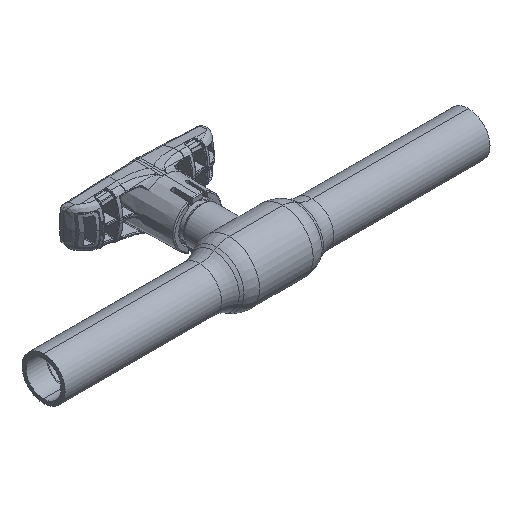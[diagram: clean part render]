
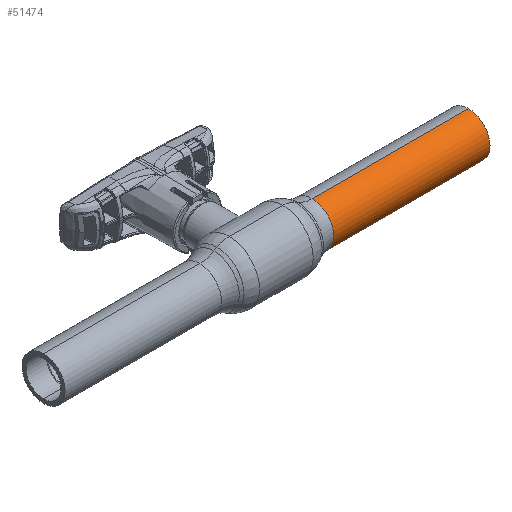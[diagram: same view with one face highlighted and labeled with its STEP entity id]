
A CAD part, isometric view. The second image highlights one B-rep face of the part: STEP entity #51474.
In plain terms, the highlighted cylindrical face has radius 10.65 mm (diameter 21.3 mm), a partial arc.
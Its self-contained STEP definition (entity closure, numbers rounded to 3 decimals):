
#1479 = DIRECTION ( 'NONE',  ( -1., 0., 0. ) ) ;
#1737 = CARTESIAN_POINT ( 'NONE',  ( 105., 0., 10.65 ) ) ;
#4412 = EDGE_CURVE ( 'NONE', #10587, #49751, #39891, .T. ) ;
#5804 = CARTESIAN_POINT ( 'NONE',  ( 27.786, 0., 0. ) ) ;
#6722 = VECTOR ( 'NONE', #12678, 1000. ) ;
#7417 = VERTEX_POINT ( 'NONE', #1737 ) ;
#8405 = DIRECTION ( 'NONE',  ( 0., 0., -1. ) ) ;
#9094 = EDGE_LOOP ( 'NONE', ( #31330, #24770, #45934, #33310 ) ) ;
#9381 = DIRECTION ( 'NONE',  ( 0., 0., 1. ) ) ;
#10587 = VERTEX_POINT ( 'NONE', #34730 ) ;
#12211 = CYLINDRICAL_SURFACE ( 'NONE', #41191, 10.65 ) ;
#12476 = FACE_OUTER_BOUND ( 'NONE', #9094, .T. ) ;
#12496 = EDGE_CURVE ( 'NONE', #7417, #41071, #33452, .T. ) ;
#12678 = DIRECTION ( 'NONE',  ( -1., 0., 0. ) ) ;
#19235 = CIRCLE ( 'NONE', #49879, 10.65 ) ;
#19973 = VECTOR ( 'NONE', #1479, 1000. ) ;
#21483 = DIRECTION ( 'NONE',  ( -1., 0., 0. ) ) ;
#24469 = CARTESIAN_POINT ( 'NONE',  ( -62.69, 0., 10.65 ) ) ;
#24770 = ORIENTED_EDGE ( 'NONE', *, *, #25388, .F. ) ;
#25388 = EDGE_CURVE ( 'NONE', #7417, #10587, #19235, .T. ) ;
#29427 = DIRECTION ( 'NONE',  ( 0., 0., 1. ) ) ;
#31330 = ORIENTED_EDGE ( 'NONE', *, *, #4412, .F. ) ;
#32742 = AXIS2_PLACEMENT_3D ( 'NONE', #5804, #46636, #9381 ) ;
#33310 = ORIENTED_EDGE ( 'NONE', *, *, #34667, .F. ) ;
#33452 = LINE ( 'NONE', #24469, #6722 ) ;
#33867 = DIRECTION ( 'NONE',  ( 1., 0., 0. ) ) ;
#34667 = EDGE_CURVE ( 'NONE', #49751, #41071, #53799, .T. ) ;
#34730 = CARTESIAN_POINT ( 'NONE',  ( 105., 0., -10.65 ) ) ;
#38583 = CARTESIAN_POINT ( 'NONE',  ( 105., 0., 0. ) ) ;
#39891 = LINE ( 'NONE', #43179, #19973 ) ;
#41071 = VERTEX_POINT ( 'NONE', #43555 ) ;
#41191 = AXIS2_PLACEMENT_3D ( 'NONE', #54125, #21483, #29427 ) ;
#43179 = CARTESIAN_POINT ( 'NONE',  ( -62.69, 0., -10.65 ) ) ;
#43555 = CARTESIAN_POINT ( 'NONE',  ( 27.786, 0., 10.65 ) ) ;
#45934 = ORIENTED_EDGE ( 'NONE', *, *, #12496, .T. ) ;
#46636 = DIRECTION ( 'NONE',  ( -1., 0., 0. ) ) ;
#49751 = VERTEX_POINT ( 'NONE', #51509 ) ;
#49879 = AXIS2_PLACEMENT_3D ( 'NONE', #38583, #33867, #8405 ) ;
#51474 = ADVANCED_FACE ( 'NONE', ( #12476 ), #12211, .T. ) ;
#51509 = CARTESIAN_POINT ( 'NONE',  ( 27.786, 0., -10.65 ) ) ;
#53799 = CIRCLE ( 'NONE', #32742, 10.65 ) ;
#54125 = CARTESIAN_POINT ( 'NONE',  ( -62.69, 0., 0. ) ) ;
